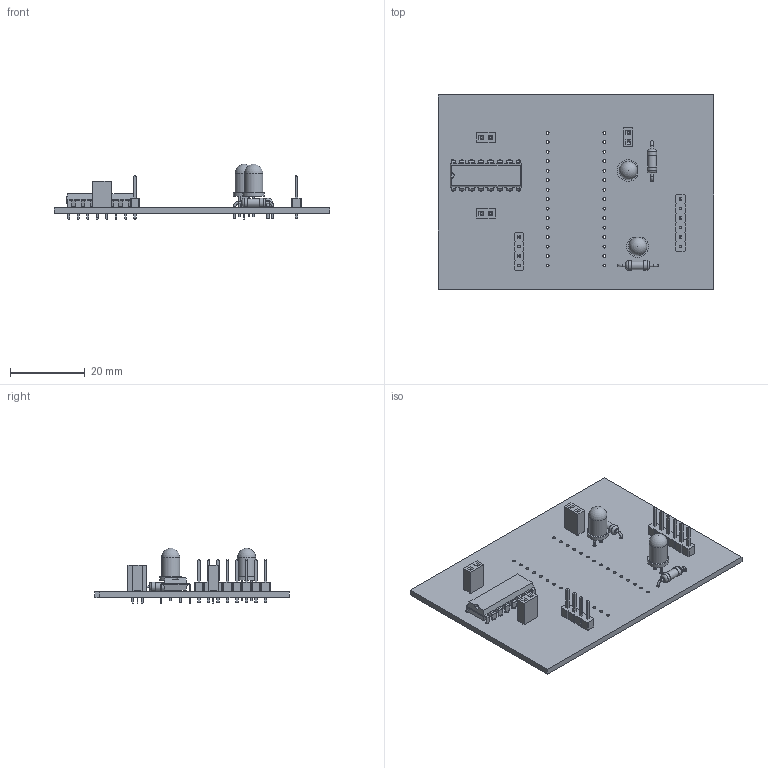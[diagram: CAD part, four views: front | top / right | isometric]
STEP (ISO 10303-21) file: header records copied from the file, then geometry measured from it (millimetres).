
FILE_DESCRIPTION(('KiCad electronic assembly'),'2;1');
FILE_NAME('init.step','2019-09-11T15:22:22',('An Author'),('A Company'), 'Open CASCADE STEP processor 7.3','KiCad to STEP converter','Unknown' );
FILE_SCHEMA(('AUTOMOTIVE_DESIGN { 1 0 10303 214 1 1 1 1 }'));
Length unit declared in the file: millimetre
Products named in the file (14): Open CASCADE STEP translator 7.3 1; DIP-16_W7.62mm; SOLID; R_Axial_DIN0207_L6.3mm_D2.5mm_P10.16mm_Horizontal; PinHeader_1x04_P2.54mm_Vertical; PinSocket_1x02_P2.54mm_Vertical; PinHeader_1x06_P2.54mm_Vertical; LED_D5.0mm; COMPOUND
Assembly tree (17 placements, depth 3):
  Open CASCADE STEP translator 7.3 1
    DIP-16_W7.62mm
      SOLID
    R_Axial_DIN0207_L6.3mm_D2.5mm_P10.16mm_Horizontal  x2
      SOLID
    PinHeader_1x04_P2.54mm_Vertical
      SOLID
    PinSocket_1x02_P2.54mm_Vertical  x3
      SOLID
    PinHeader_1x06_P2.54mm_Vertical
      SOLID
    LED_D5.0mm  x2
      SOLID
    COMPOUND
Bounding box: 73.66 x 52.07 x 14.9 mm (x, y, z)
Volume: 7286.3 mm3; surface area: 10437.4 mm2
Topology: 11 solids, 11 shells, 891 faces, 2265 edges, 1446 vertices
Faces by surface type: plane 732, cylinder 121, bspline 28, torus 8, sphere 2
Full cylindrical faces by diameter (mm): 0.6 x8, 0.8 x50, 0.9 x4, 1 x16, 2.25 x2, 2.5 x4, 4.9 x2
Entity records: 51630 total; most frequent: CARTESIAN_POINT 9767, DIRECTION 6862, LINE 4947, VECTOR 4947, ORIENTED_EDGE 3668, PCURVE 3668, DEFINITIONAL_REPRESENTATION 3668, EDGE_CURVE 1834
